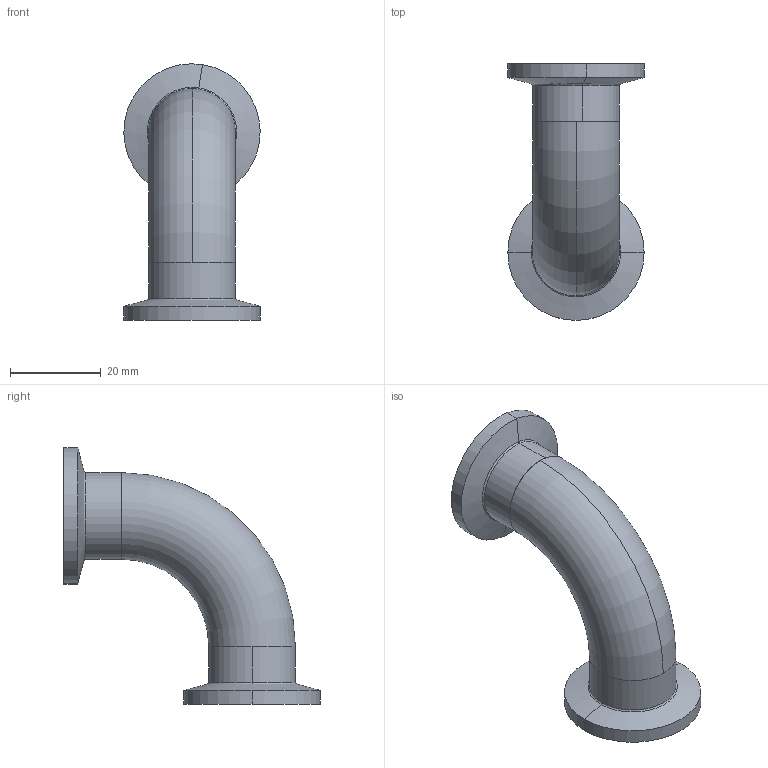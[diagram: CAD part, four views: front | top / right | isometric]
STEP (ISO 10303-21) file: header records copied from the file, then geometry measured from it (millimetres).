
FILE_DESCRIPTION (( 'STEP AP214' ), '1' );
FILE_NAME ('723000-REV.D.STEP', '2023-12-25T07:11:50', ( '' ), ( '' ), 'SwSTEP 2.0', 'SolidWorks 2022', '' );
FILE_SCHEMA (( 'AUTOMOTIVE_DESIGN' ));
Length unit declared in the file: millimetre
Products named in the file (3): 713001; 403500; 723000-REV.D
Assembly tree (3 placements, depth 2):
  723000-REV.D
    713001  x2
    403500
Bounding box: 29.97 x 56.39 x 56.38 mm (x, y, z)
Volume: 7522 mm3; surface area: 10450.3 mm2
Topology: 3 solids, 3 shells, 46 faces, 92 edges, 56 vertices
Faces by surface type: cylinder 20, torus 12, plane 10, cone 4
Entity records: 818 total; most frequent: DIRECTION 156, CARTESIAN_POINT 116, ORIENTED_EDGE 104, AXIS2_PLACEMENT_3D 72, EDGE_CURVE 52, CIRCLE 40, EDGE_LOOP 32, VERTEX_POINT 32
